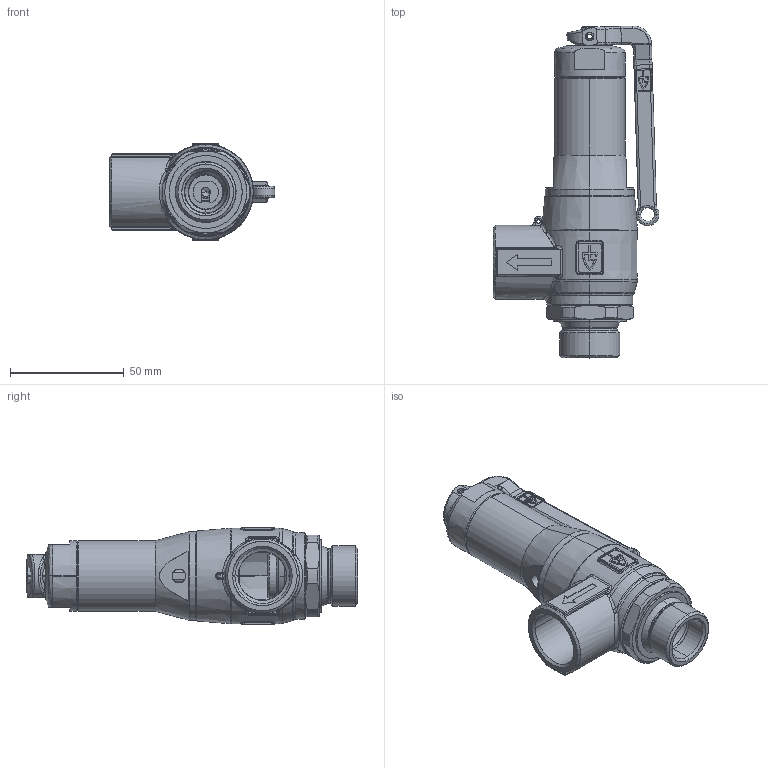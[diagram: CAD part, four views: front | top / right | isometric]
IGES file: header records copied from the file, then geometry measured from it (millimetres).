
Start section: SolidWorks IGES file using analytic representation for surfaces
Global section: file name: 6420MGFL_20_MF_2020_PTFE.IGS; native system: SolidWorks 2018; preprocessor: SolidWorks 2018; author: Hildenbrand; date: 190314.103858; units: millimetre
Bounding box: 72.9 x 145.89 x 43 mm (x, y, z)
Surface area: 47752.5 mm2 (no closed solid volume)
Topology: 0 solids, 0 shells, 793 faces, 9957 edges, 9944 vertices
Faces by surface type: bspline 443, revolution 350
